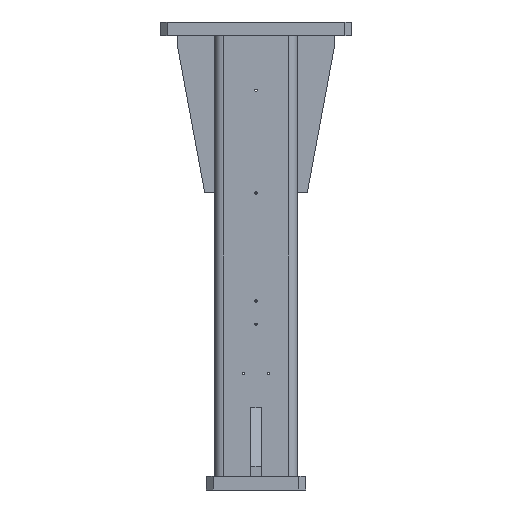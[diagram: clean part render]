
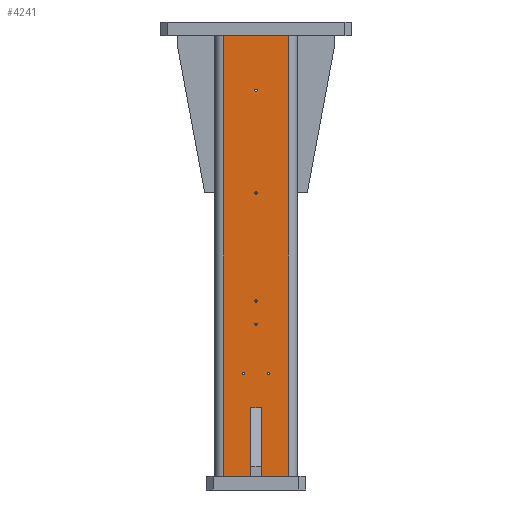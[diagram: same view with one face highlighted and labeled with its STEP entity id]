
A CAD part, left-side view. The second image highlights one B-rep face of the part: STEP entity #4241.
In plain terms, the highlighted planar face has unit normal (-1, 0, 0).
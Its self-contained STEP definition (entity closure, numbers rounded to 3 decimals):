
#10 = CARTESIAN_POINT ( 'NONE',  ( -60., -18., 148.35 ) ) ;
#20 = ORIENTED_EDGE ( 'NONE', *, *, #3713, .F. ) ;
#87 = EDGE_LOOP ( 'NONE', ( #4255, #2822 ) ) ;
#211 = EDGE_LOOP ( 'NONE', ( #4412, #2938 ) ) ;
#313 = CIRCLE ( 'NONE', #3636, 1.65 ) ;
#314 = ORIENTED_EDGE ( 'NONE', *, *, #2670, .F. ) ;
#338 = CARTESIAN_POINT ( 'NONE',  ( -60., 18., 150. ) ) ;
#347 = VERTEX_POINT ( 'NONE', #1427 ) ;
#380 = VERTEX_POINT ( 'NONE', #1786 ) ;
#402 = LINE ( 'NONE', #4620, #3886 ) ;
#457 = CIRCLE ( 'NONE', #3045, 1.65 ) ;
#509 = DIRECTION ( 'NONE',  ( 0., 0., 1. ) ) ;
#525 = DIRECTION ( 'NONE',  ( -1., 0., 0. ) ) ;
#531 = DIRECTION ( 'NONE',  ( -1., 0., 0. ) ) ;
#538 = VERTEX_POINT ( 'NONE', #4031 ) ;
#539 = CIRCLE ( 'NONE', #3229, 1.65 ) ;
#558 = CARTESIAN_POINT ( 'NONE',  ( -60., 18., 150. ) ) ;
#633 = FACE_OUTER_BOUND ( 'NONE', #5122, .T. ) ;
#705 = CIRCLE ( 'NONE', #3186, 1.65 ) ;
#707 = LINE ( 'NONE', #4581, #5139 ) ;
#768 = FACE_BOUND ( 'NONE', #1569, .T. ) ;
#796 = DIRECTION ( 'NONE',  ( 0., 0., 1. ) ) ;
#860 = ORIENTED_EDGE ( 'NONE', *, *, #4042, .T. ) ;
#886 = VERTEX_POINT ( 'NONE', #999 ) ;
#938 = ORIENTED_EDGE ( 'NONE', *, *, #3962, .F. ) ;
#964 = DIRECTION ( 'NONE',  ( -1., 0., 0. ) ) ;
#988 = CARTESIAN_POINT ( 'NONE',  ( -60., 48., 0. ) ) ;
#992 = CARTESIAN_POINT ( 'NONE',  ( -60., 0., 412.8 ) ) ;
#993 = CARTESIAN_POINT ( 'NONE',  ( -60., 0., 414.45 ) ) ;
#999 = CARTESIAN_POINT ( 'NONE',  ( -60., 0., 416.1 ) ) ;
#1011 = CARTESIAN_POINT ( 'NONE',  ( -60., -60., 0. ) ) ;
#1098 = VERTEX_POINT ( 'NONE', #4231 ) ;
#1105 = CIRCLE ( 'NONE', #1396, 1.65 ) ;
#1187 = VERTEX_POINT ( 'NONE', #992 ) ;
#1216 = CARTESIAN_POINT ( 'NONE',  ( -60., -60., 644.45 ) ) ;
#1240 = CARTESIAN_POINT ( 'NONE',  ( -60., 0., 562.8 ) ) ;
#1396 = AXIS2_PLACEMENT_3D ( 'NONE', #4479, #1833, #4905 ) ;
#1427 = CARTESIAN_POINT ( 'NONE',  ( -60., 18., 148.35 ) ) ;
#1443 = ORIENTED_EDGE ( 'NONE', *, *, #3991, .T. ) ;
#1456 = DIRECTION ( 'NONE',  ( 0., 0., 1. ) ) ;
#1485 = AXIS2_PLACEMENT_3D ( 'NONE', #1216, #2597, #5604 ) ;
#1521 = VERTEX_POINT ( 'NONE', #4291 ) ;
#1534 = VECTOR ( 'NONE', #4793, 1000. ) ;
#1569 = EDGE_LOOP ( 'NONE', ( #20, #3572 ) ) ;
#1609 = DIRECTION ( 'NONE',  ( -1., 0., 0. ) ) ;
#1683 = VERTEX_POINT ( 'NONE', #4850 ) ;
#1696 = CARTESIAN_POINT ( 'NONE',  ( -60., 0., 258.15 ) ) ;
#1786 = CARTESIAN_POINT ( 'NONE',  ( -60., 0., 254.85 ) ) ;
#1827 = FACE_BOUND ( 'NONE', #2009, .T. ) ;
#1831 = CIRCLE ( 'NONE', #5017, 1.65 ) ;
#1833 = DIRECTION ( 'NONE',  ( -1., 0., 0. ) ) ;
#1844 = CARTESIAN_POINT ( 'NONE',  ( -60., -18., 150. ) ) ;
#1890 = VERTEX_POINT ( 'NONE', #4811 ) ;
#1943 = DIRECTION ( 'NONE',  ( 0., 0., 1. ) ) ;
#1990 = DIRECTION ( 'NONE',  ( 0., 0., -1. ) ) ;
#2009 = EDGE_LOOP ( 'NONE', ( #938, #314 ) ) ;
#2065 = AXIS2_PLACEMENT_3D ( 'NONE', #1844, #4919, #2311 ) ;
#2080 = ORIENTED_EDGE ( 'NONE', *, *, #2633, .F. ) ;
#2133 = CIRCLE ( 'NONE', #3589, 1.65 ) ;
#2311 = DIRECTION ( 'NONE',  ( 0., 0., 1. ) ) ;
#2358 = ORIENTED_EDGE ( 'NONE', *, *, #3705, .F. ) ;
#2383 = DIRECTION ( 'NONE',  ( -1., 0., 0. ) ) ;
#2431 = EDGE_LOOP ( 'NONE', ( #3100, #2654 ) ) ;
#2433 = VERTEX_POINT ( 'NONE', #1696 ) ;
#2509 = VERTEX_POINT ( 'NONE', #1240 ) ;
#2514 = DIRECTION ( 'NONE',  ( 0., 0., 1. ) ) ;
#2584 = PLANE ( 'NONE',  #1485 ) ;
#2597 = DIRECTION ( 'NONE',  ( 1., 0., 0. ) ) ;
#2633 = EDGE_CURVE ( 'NONE', #4442, #4597, #2133, .T. ) ;
#2643 = CARTESIAN_POINT ( 'NONE',  ( -60., 0., 414.45 ) ) ;
#2654 = ORIENTED_EDGE ( 'NONE', *, *, #3599, .F. ) ;
#2655 = AXIS2_PLACEMENT_3D ( 'NONE', #3688, #964, #4108 ) ;
#2670 = EDGE_CURVE ( 'NONE', #2509, #3569, #1831, .T. ) ;
#2748 = LINE ( 'NONE', #4772, #1534 ) ;
#2759 = ORIENTED_EDGE ( 'NONE', *, *, #3978, .T. ) ;
#2817 = EDGE_CURVE ( 'NONE', #347, #1521, #705, .T. ) ;
#2818 = CIRCLE ( 'NONE', #4373, 1.65 ) ;
#2822 = ORIENTED_EDGE ( 'NONE', *, *, #3724, .F. ) ;
#2825 = CARTESIAN_POINT ( 'NONE',  ( -60., -18., 150. ) ) ;
#2850 = DIRECTION ( 'NONE',  ( -1., 0., 0. ) ) ;
#2860 = EDGE_LOOP ( 'NONE', ( #5104, #2080 ) ) ;
#2878 = CARTESIAN_POINT ( 'NONE',  ( -60., -18., 151.65 ) ) ;
#2938 = ORIENTED_EDGE ( 'NONE', *, *, #3279, .F. ) ;
#3045 = AXIS2_PLACEMENT_3D ( 'NONE', #338, #3522, #796 ) ;
#3049 = FACE_BOUND ( 'NONE', #87, .T. ) ;
#3092 = DIRECTION ( 'NONE',  ( 0., 0., 1. ) ) ;
#3100 = ORIENTED_EDGE ( 'NONE', *, *, #3923, .F. ) ;
#3186 = AXIS2_PLACEMENT_3D ( 'NONE', #558, #531, #509 ) ;
#3229 = AXIS2_PLACEMENT_3D ( 'NONE', #3254, #525, #3696 ) ;
#3236 = EDGE_CURVE ( 'NONE', #4597, #4442, #4596, .T. ) ;
#3254 = CARTESIAN_POINT ( 'NONE',  ( -60., 0., 256.5 ) ) ;
#3277 = CIRCLE ( 'NONE', #3835, 1.65 ) ;
#3279 = EDGE_CURVE ( 'NONE', #1683, #1890, #4441, .T. ) ;
#3339 = FACE_BOUND ( 'NONE', #2431, .T. ) ;
#3406 = CARTESIAN_POINT ( 'NONE',  ( -60., -48., 644.45 ) ) ;
#3522 = DIRECTION ( 'NONE',  ( -1., 0., 0. ) ) ;
#3567 = VERTEX_POINT ( 'NONE', #3406 ) ;
#3569 = VERTEX_POINT ( 'NONE', #3843 ) ;
#3572 = ORIENTED_EDGE ( 'NONE', *, *, #2817, .F. ) ;
#3589 = AXIS2_PLACEMENT_3D ( 'NONE', #2825, #2850, #2514 ) ;
#3599 = EDGE_CURVE ( 'NONE', #380, #2433, #3734, .T. ) ;
#3636 = AXIS2_PLACEMENT_3D ( 'NONE', #2643, #5640, #3092 ) ;
#3688 = CARTESIAN_POINT ( 'NONE',  ( -60., 0., 222.5 ) ) ;
#3696 = DIRECTION ( 'NONE',  ( 0., 0., 1. ) ) ;
#3705 = EDGE_CURVE ( 'NONE', #538, #3567, #2748, .T. ) ;
#3713 = EDGE_CURVE ( 'NONE', #1521, #347, #457, .T. ) ;
#3724 = EDGE_CURVE ( 'NONE', #1187, #886, #313, .T. ) ;
#3734 = CIRCLE ( 'NONE', #4871, 1.65 ) ;
#3739 = DIRECTION ( 'NONE',  ( 0., -1., 0. ) ) ;
#3835 = AXIS2_PLACEMENT_3D ( 'NONE', #993, #4144, #1456 ) ;
#3843 = CARTESIAN_POINT ( 'NONE',  ( -60., 0., 566.1 ) ) ;
#3886 = VECTOR ( 'NONE', #1990, 1000. ) ;
#3894 = EDGE_CURVE ( 'NONE', #1890, #1683, #1105, .T. ) ;
#3923 = EDGE_CURVE ( 'NONE', #2433, #380, #539, .T. ) ;
#3952 = EDGE_CURVE ( 'NONE', #886, #1187, #3277, .T. ) ;
#3962 = EDGE_CURVE ( 'NONE', #3569, #2509, #2818, .T. ) ;
#3978 = EDGE_CURVE ( 'NONE', #4527, #1098, #4143, .T. ) ;
#3991 = EDGE_CURVE ( 'NONE', #1098, #3567, #707, .T. ) ;
#4031 = CARTESIAN_POINT ( 'NONE',  ( -60., 48., 644.45 ) ) ;
#4042 = EDGE_CURVE ( 'NONE', #538, #4527, #402, .T. ) ;
#4108 = DIRECTION ( 'NONE',  ( 0., 0., 1. ) ) ;
#4143 = LINE ( 'NONE', #1011, #5259 ) ;
#4144 = DIRECTION ( 'NONE',  ( -1., 0., 0. ) ) ;
#4203 = FACE_BOUND ( 'NONE', #211, .T. ) ;
#4231 = CARTESIAN_POINT ( 'NONE',  ( -60., -48., 0. ) ) ;
#4241 = ADVANCED_FACE ( 'NONE', ( #5319, #768, #4203, #3339, #3049, #1827, #633 ), #2584, .F. ) ;
#4255 = ORIENTED_EDGE ( 'NONE', *, *, #3952, .F. ) ;
#4273 = CARTESIAN_POINT ( 'NONE',  ( -60., 0., 256.5 ) ) ;
#4291 = CARTESIAN_POINT ( 'NONE',  ( -60., 18., 151.65 ) ) ;
#4373 = AXIS2_PLACEMENT_3D ( 'NONE', #4983, #2383, #5409 ) ;
#4412 = ORIENTED_EDGE ( 'NONE', *, *, #3894, .F. ) ;
#4441 = CIRCLE ( 'NONE', #2655, 1.65 ) ;
#4442 = VERTEX_POINT ( 'NONE', #10 ) ;
#4479 = CARTESIAN_POINT ( 'NONE',  ( -60., 0., 222.5 ) ) ;
#4527 = VERTEX_POINT ( 'NONE', #988 ) ;
#4581 = CARTESIAN_POINT ( 'NONE',  ( -60., -48., 644.45 ) ) ;
#4596 = CIRCLE ( 'NONE', #2065, 1.65 ) ;
#4597 = VERTEX_POINT ( 'NONE', #2878 ) ;
#4620 = CARTESIAN_POINT ( 'NONE',  ( -60., 48., 644.45 ) ) ;
#4698 = DIRECTION ( 'NONE',  ( 0., 0., 1. ) ) ;
#4772 = CARTESIAN_POINT ( 'NONE',  ( -60., -60., 644.45 ) ) ;
#4793 = DIRECTION ( 'NONE',  ( 0., -1., 0. ) ) ;
#4811 = CARTESIAN_POINT ( 'NONE',  ( -60., 0., 224.15 ) ) ;
#4850 = CARTESIAN_POINT ( 'NONE',  ( -60., 0., 220.85 ) ) ;
#4871 = AXIS2_PLACEMENT_3D ( 'NONE', #4273, #1609, #4698 ) ;
#4905 = DIRECTION ( 'NONE',  ( 0., 0., 1. ) ) ;
#4919 = DIRECTION ( 'NONE',  ( -1., 0., 0. ) ) ;
#4983 = CARTESIAN_POINT ( 'NONE',  ( -60., 0., 564.45 ) ) ;
#5017 = AXIS2_PLACEMENT_3D ( 'NONE', #5394, #5336, #5321 ) ;
#5104 = ORIENTED_EDGE ( 'NONE', *, *, #3236, .F. ) ;
#5122 = EDGE_LOOP ( 'NONE', ( #2759, #1443, #2358, #860 ) ) ;
#5139 = VECTOR ( 'NONE', #1943, 1000. ) ;
#5259 = VECTOR ( 'NONE', #3739, 1000. ) ;
#5319 = FACE_BOUND ( 'NONE', #2860, .T. ) ;
#5321 = DIRECTION ( 'NONE',  ( 0., 0., 1. ) ) ;
#5336 = DIRECTION ( 'NONE',  ( -1., 0., 0. ) ) ;
#5394 = CARTESIAN_POINT ( 'NONE',  ( -60., 0., 564.45 ) ) ;
#5409 = DIRECTION ( 'NONE',  ( 0., 0., 1. ) ) ;
#5604 = DIRECTION ( 'NONE',  ( 0., 0., -1. ) ) ;
#5640 = DIRECTION ( 'NONE',  ( -1., 0., 0. ) ) ;
